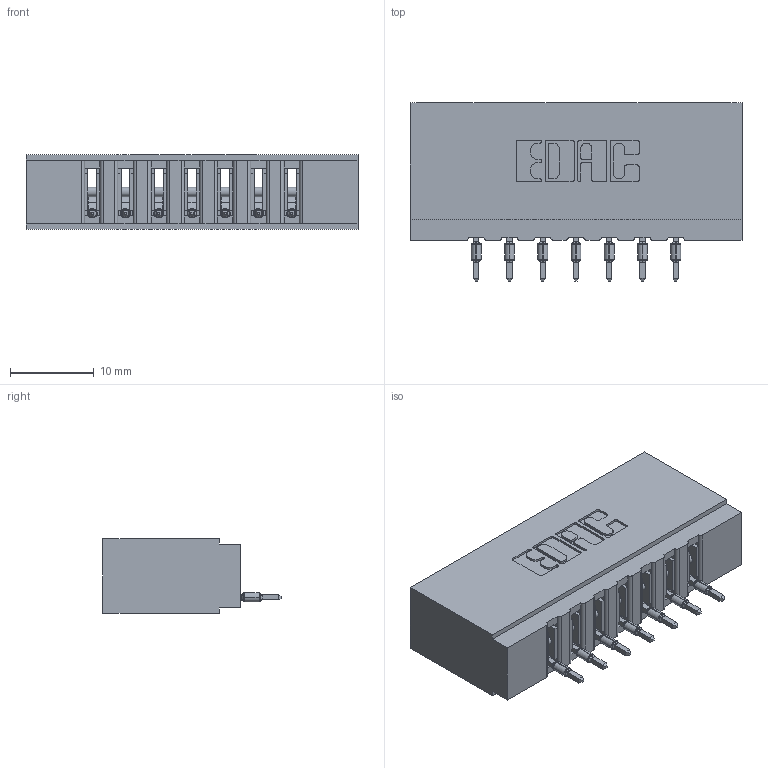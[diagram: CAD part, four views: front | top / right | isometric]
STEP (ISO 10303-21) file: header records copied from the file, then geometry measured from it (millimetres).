
FILE_DESCRIPTION (( 'STEP AP203' ), '1' );
FILE_NAME ('737-007-525-101.STEP', '2020-09-10T18:21:48', ( '' ), ( '' ), 'SwSTEP 2.0', 'SolidWorks 2020', '' );
FILE_SCHEMA (( 'CONFIG_CONTROL_DESIGN' ));
Length unit declared in the file: inch
Products named in the file (3): 745-292-001_525; 737 Part_Insulator Option - 01; 737-007-525-101
Assembly tree (8 placements, depth 2):
  737-007-525-101
    737 Part_Insulator Option - 01
    745-292-001_525  x7
Bounding box: 39.57 x 21.22 x 8.89 mm (x, y, z)
Volume: 4063.5 mm3; surface area: 4791.8 mm2
Topology: 8 solids, 8 shells, 885 faces, 2432 edges, 1542 vertices
Faces by surface type: plane 530, cylinder 173, bspline 140, torus 42
Entity records: 16543 total; most frequent: CARTESIAN_POINT 3416, ORIENTED_EDGE 2788, DIRECTION 2450, EDGE_CURVE 1394, LINE 1170, VECTOR 1170, VERTEX_POINT 894, AXIS2_PLACEMENT_3D 640
